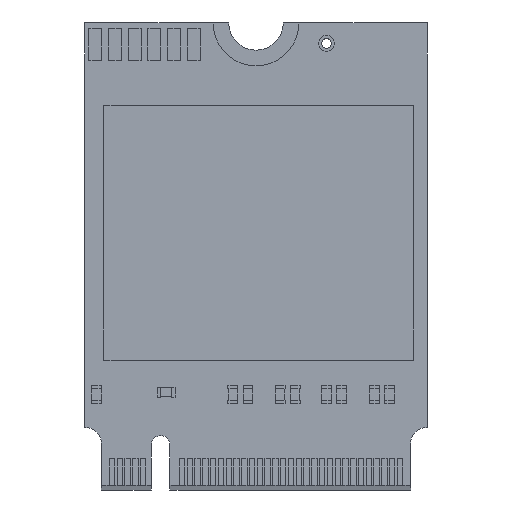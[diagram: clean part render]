
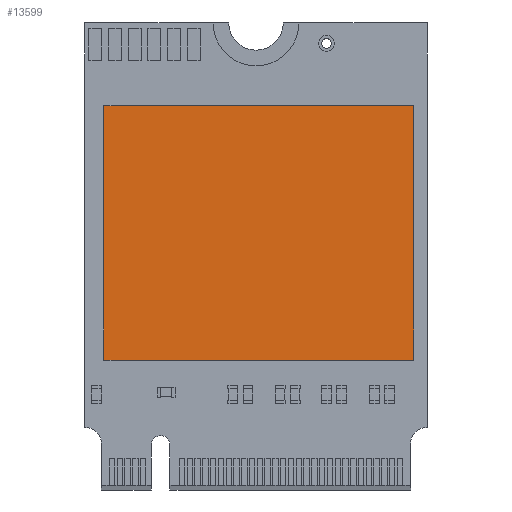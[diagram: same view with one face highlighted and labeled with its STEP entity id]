
A CAD part, front view. The second image highlights one B-rep face of the part: STEP entity #13599.
In plain terms, the highlighted planar face has unit normal (0, -1, 0).
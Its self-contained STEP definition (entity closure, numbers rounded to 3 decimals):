
#1034=ORIENTED_EDGE('',*,*,#3510,.F.);
#1035=ORIENTED_EDGE('',*,*,#3511,.F.);
#1036=ORIENTED_EDGE('',*,*,#3512,.F.);
#1037=ORIENTED_EDGE('',*,*,#3513,.F.);
#3510=EDGE_CURVE('',#4744,#4745,#5802,.T.);
#3511=EDGE_CURVE('',#4746,#4744,#5803,.T.);
#3512=EDGE_CURVE('',#4747,#4746,#5804,.T.);
#3513=EDGE_CURVE('',#4745,#4747,#5805,.T.);
#4744=VERTEX_POINT('',#18323);
#4745=VERTEX_POINT('',#18324);
#4746=VERTEX_POINT('',#18326);
#4747=VERTEX_POINT('',#18328);
#5802=LINE('',#18322,#7191);
#5803=LINE('',#18325,#7192);
#5804=LINE('',#18327,#7193);
#5805=LINE('',#18329,#7194);
#7191=VECTOR('',#15598,1000.);
#7192=VECTOR('',#15599,1000.);
#7193=VECTOR('',#15600,1000.);
#7194=VECTOR('',#15601,1000.);
#8186=EDGE_LOOP('',(#1034,#1035,#1036,#1037));
#8747=FACE_BOUND('',#8186,.T.);
#9300=PLANE('',#14150);
#13599=ADVANCED_FACE('',(#8747),#9300,.T.);
#14150=AXIS2_PLACEMENT_3D('',#18321,#15596,#15597);
#15596=DIRECTION('',(0.,-1.,0.));
#15597=DIRECTION('',(0.,0.,1.));
#15598=DIRECTION('',(0.,0.,1.));
#15599=DIRECTION('',(-1.,0.,0.));
#15600=DIRECTION('',(0.,0.,-1.));
#15601=DIRECTION('',(1.,0.,0.));
#18321=CARTESIAN_POINT('',(0.,-1.85,0.));
#18322=CARTESIAN_POINT('',(-9.765,-1.85,-30.));
#18323=CARTESIAN_POINT('',(-9.765,-1.85,-31.652));
#18324=CARTESIAN_POINT('',(-9.765,-1.85,-15.319));
#18325=CARTESIAN_POINT('',(-10.,-1.85,-31.652));
#18326=CARTESIAN_POINT('',(10.145,-1.85,-31.652));
#18327=CARTESIAN_POINT('',(10.145,-1.85,-30.));
#18328=CARTESIAN_POINT('',(10.145,-1.85,-15.319));
#18329=CARTESIAN_POINT('',(-10.,-1.85,-15.319));
